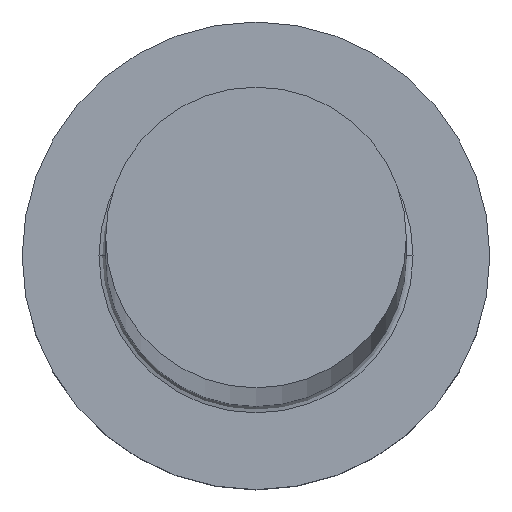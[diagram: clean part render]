
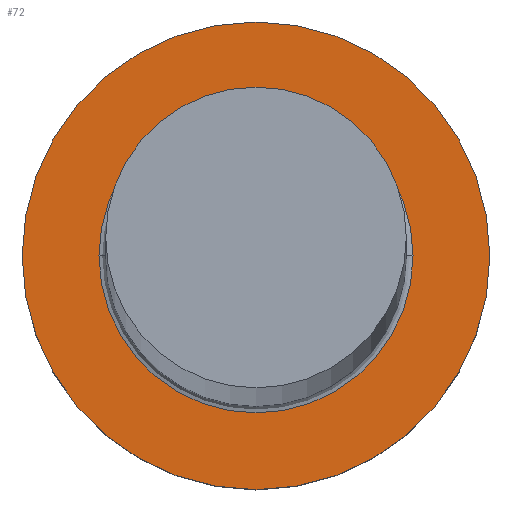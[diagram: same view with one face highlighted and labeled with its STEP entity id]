
A CAD part, top view. The second image highlights one B-rep face of the part: STEP entity #72.
In plain terms, the highlighted planar face has unit normal (0, 0, 1).
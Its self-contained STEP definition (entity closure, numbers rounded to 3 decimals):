
#7 = ORIENTED_EDGE ( 'NONE', *, *, #46, .T. ) ;
#20 = DIRECTION ( 'NONE',  ( 1., 0., 0. ) ) ;
#25 = AXIS2_PLACEMENT_3D ( 'NONE', #50, #281, #105 ) ;
#28 = EDGE_LOOP ( 'NONE', ( #7, #170 ) ) ;
#32 = VERTEX_POINT ( 'NONE', #290 ) ;
#46 = EDGE_CURVE ( 'NONE', #32, #55, #307, .T. ) ;
#50 = CARTESIAN_POINT ( 'NONE',  ( 0., 0., 5. ) ) ;
#55 = VERTEX_POINT ( 'NONE', #239 ) ;
#59 = CARTESIAN_POINT ( 'NONE',  ( -7., 0., 5. ) ) ;
#62 = CARTESIAN_POINT ( 'NONE',  ( 0., 0., 5. ) ) ;
#67 = DIRECTION ( 'NONE',  ( 1., 0., 0. ) ) ;
#72 = ADVANCED_FACE ( 'NONE', ( #261, #232 ), #275, .T. ) ;
#81 = CIRCLE ( 'NONE', #25, 7. ) ;
#93 = EDGE_CURVE ( 'NONE', #265, #235, #217, .T. ) ;
#100 = DIRECTION ( 'NONE',  ( 1., 0., 0. ) ) ;
#105 = DIRECTION ( 'NONE',  ( 1., 0., 0. ) ) ;
#113 = AXIS2_PLACEMENT_3D ( 'NONE', #162, #144, #20 ) ;
#125 = ORIENTED_EDGE ( 'NONE', *, *, #159, .T. ) ;
#144 = DIRECTION ( 'NONE',  ( 0., 0., 1. ) ) ;
#159 = EDGE_CURVE ( 'NONE', #235, #265, #81, .T. ) ;
#162 = CARTESIAN_POINT ( 'NONE',  ( 0., 0., 5. ) ) ;
#169 = CARTESIAN_POINT ( 'NONE',  ( 7., 0., 5. ) ) ;
#170 = ORIENTED_EDGE ( 'NONE', *, *, #262, .T. ) ;
#187 = ORIENTED_EDGE ( 'NONE', *, *, #93, .T. ) ;
#189 = DIRECTION ( 'NONE',  ( 0., 0., -1. ) ) ;
#195 = AXIS2_PLACEMENT_3D ( 'NONE', #253, #228, #67 ) ;
#198 = EDGE_LOOP ( 'NONE', ( #187, #125 ) ) ;
#211 = CARTESIAN_POINT ( 'NONE',  ( 0., 0., 5. ) ) ;
#217 = CIRCLE ( 'NONE', #195, 7. ) ;
#228 = DIRECTION ( 'NONE',  ( 0., 0., 1. ) ) ;
#232 = FACE_OUTER_BOUND ( 'NONE', #198, .T. ) ;
#235 = VERTEX_POINT ( 'NONE', #169 ) ;
#239 = CARTESIAN_POINT ( 'NONE',  ( -4.7, 0., 5. ) ) ;
#244 = DIRECTION ( 'NONE',  ( 1., 0., 0. ) ) ;
#250 = AXIS2_PLACEMENT_3D ( 'NONE', #62, #271, #244 ) ;
#253 = CARTESIAN_POINT ( 'NONE',  ( 0., 0., 5. ) ) ;
#261 = FACE_BOUND ( 'NONE', #28, .T. ) ;
#262 = EDGE_CURVE ( 'NONE', #55, #32, #264, .T. ) ;
#264 = CIRCLE ( 'NONE', #289, 4.7 ) ;
#265 = VERTEX_POINT ( 'NONE', #59 ) ;
#271 = DIRECTION ( 'NONE',  ( 0., 0., -1. ) ) ;
#275 = PLANE ( 'NONE',  #113 ) ;
#281 = DIRECTION ( 'NONE',  ( 0., 0., 1. ) ) ;
#289 = AXIS2_PLACEMENT_3D ( 'NONE', #211, #189, #100 ) ;
#290 = CARTESIAN_POINT ( 'NONE',  ( 4.7, 0., 5. ) ) ;
#307 = CIRCLE ( 'NONE', #250, 4.7 ) ;
